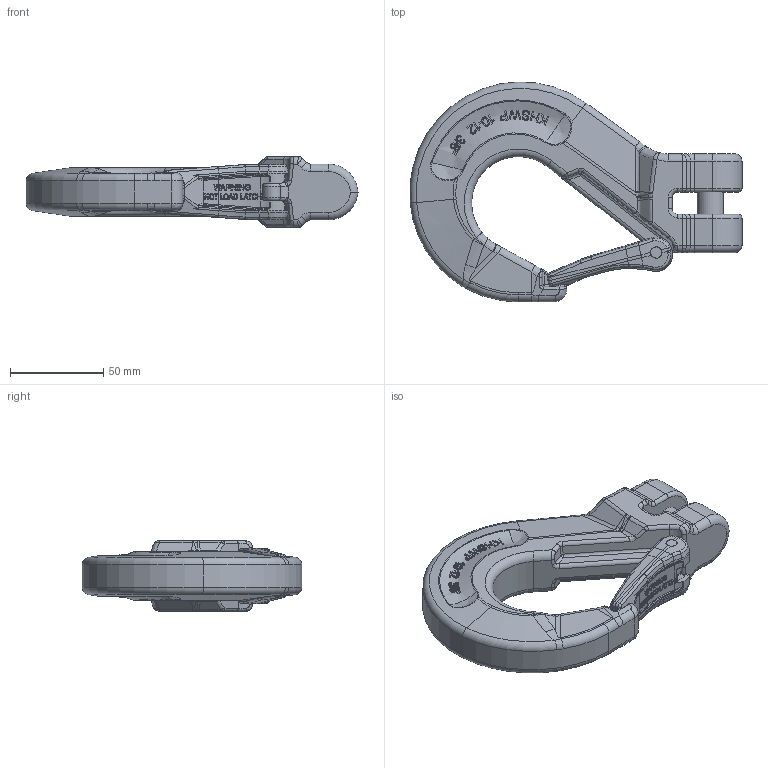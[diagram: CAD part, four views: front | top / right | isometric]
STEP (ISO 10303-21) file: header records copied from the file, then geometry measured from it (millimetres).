
FILE_DESCRIPTION(/* description */ (''),/* implementation_level */ '2;1');
FILE_NAME(/* name */ 'pewag_KHSWP_10.stp',/* time_stamp */ '2022-07-25T17:56:58+02:00',/* author */ (''),/* organization */ (''),/* preprocessor_version */ 'ST-DEVELOPER v16',/* originating_system */ 'SIEMENS PLM Software NX 11.0',/* authorisation */ '');
FILE_SCHEMA (('AUTOMOTIVE_DESIGN { 1 0 10303 214 3 1 1 1 }'));
Length unit declared in the file: millimetre
Products named in the file (1): baf1FCC9433l2s2
Bounding box: 178.08 x 117.98 x 38 mm (x, y, z)
Volume: 252526.7 mm3; surface area: 43673.9 mm2
Topology: 3 solids, 3 shells, 1321 faces, 3305 edges, 2046 vertices
Faces by surface type: plane 446, bspline 356, extrusion 237, cylinder 202, torus 64, cone 10, sphere 6
Full cylindrical faces by diameter (mm): 6 x4, 14 x1
Entity records: 53721 total; most frequent: CARTESIAN_POINT 26124, ORIENTED_EDGE 6556, DIRECTION 4243, EDGE_CURVE 3278, VERTEX_POINT 2044, B_SPLINE_CURVE_WITH_KNOTS 1746, AXIS2_PLACEMENT_3D 1508, EDGE_LOOP 1410
